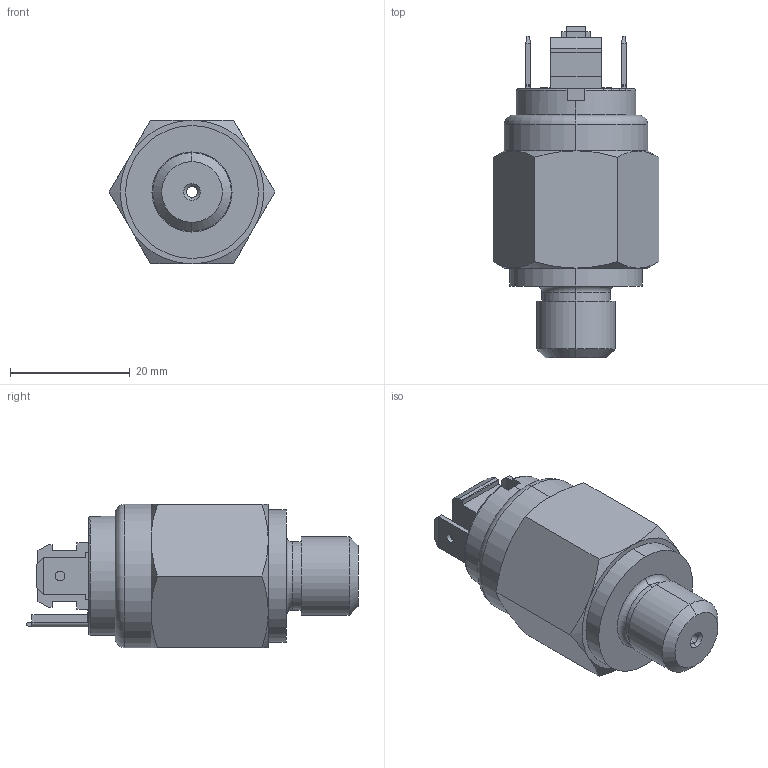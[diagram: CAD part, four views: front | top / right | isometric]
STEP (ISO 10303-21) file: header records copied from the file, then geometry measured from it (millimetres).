
FILE_DESCRIPTION (( 'STEP AP214' ), '1' );
FILE_NAME ('3010H17T180.STEP', '2020-02-07T16:06:58', ( '' ), ( '' ), 'SwSTEP 2.0', 'SolidWorks 2019', '' );
FILE_SCHEMA (( 'AUTOMOTIVE_DESIGN' ));
Length unit declared in the file: millimetre
Products named in the file (1): 3010H17T180
Bounding box: 27.71 x 55.5 x 24 mm (x, y, z)
Surface area: 5536.1 mm2 (no closed solid volume)
Topology: 0 solids, 8 shells, 351 faces, 1664 edges, 1242 vertices
Faces by surface type: plane 258, cylinder 44, bspline 23, cone 18, torus 8
Entity records: 21728 total; most frequent: CARTESIAN_POINT 5435, ORIENTED_EDGE 2439, DIRECTION 2214, EDGE_CURVE 1664, VERTEX_POINT 1242, VECTOR 1176, LINE 1176, AXIS2_PLACEMENT_3D 519
